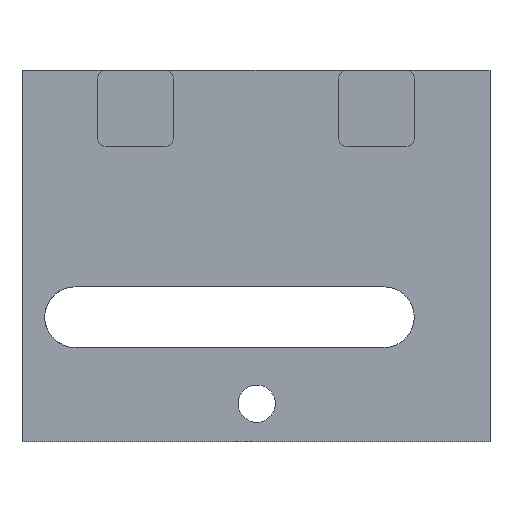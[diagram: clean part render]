
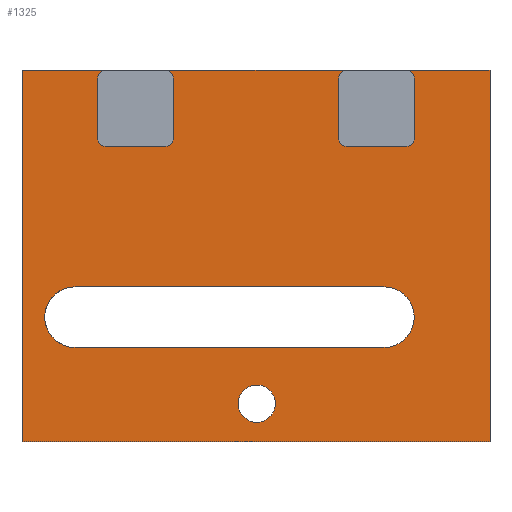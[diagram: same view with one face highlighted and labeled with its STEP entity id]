
A CAD part, left-side view. The second image highlights one B-rep face of the part: STEP entity #1325.
In plain terms, the highlighted planar face has unit normal (-1, 0, 0).
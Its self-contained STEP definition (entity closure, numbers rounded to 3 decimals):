
#60=CARTESIAN_POINT('Vertex',(0.,-20.18,-28.352)) ;
#65=CARTESIAN_POINT('Axis2P3D Location',(0.,-18.95,-28.352)) ;
#69=CARTESIAN_POINT('Vertex',(0.,-17.721,-28.352)) ;
#188=CARTESIAN_POINT('Axis2P3D Location',(0.,-18.95,-28.352)) ;
#209=CARTESIAN_POINT('Vertex',(0.,-34.35,-30.852)) ;
#214=CARTESIAN_POINT('Line Origine',(0.,-18.9,-30.852)) ;
#218=CARTESIAN_POINT('Vertex',(0.,-3.45,-30.852)) ;
#299=CARTESIAN_POINT('Vertex',(0.,-12.95,-6.352)) ;
#302=CARTESIAN_POINT('Line Origine',(0.,-18.9,-6.352)) ;
#306=CARTESIAN_POINT('Vertex',(0.,-24.85,-6.352)) ;
#327=CARTESIAN_POINT('Vertex',(0.,-28.85,-6.352)) ;
#330=CARTESIAN_POINT('Line Origine',(0.,-31.6,-6.352)) ;
#334=CARTESIAN_POINT('Vertex',(0.,-34.35,-6.352)) ;
#353=CARTESIAN_POINT('Vertex',(0.,-3.45,-6.352)) ;
#356=CARTESIAN_POINT('Line Origine',(0.,-6.2,-6.352)) ;
#360=CARTESIAN_POINT('Vertex',(0.,-8.95,-6.352)) ;
#407=CARTESIAN_POINT('Line Origine',(0.,-3.45,-18.602)) ;
#424=CARTESIAN_POINT('Axis2P3D Location',(0.,-12.95,-6.852)) ;
#428=CARTESIAN_POINT('Vertex',(0.,-13.45,-6.852)) ;
#462=CARTESIAN_POINT('Axis2P3D Location',(0.,-8.95,-6.852)) ;
#466=CARTESIAN_POINT('Vertex',(0.,-8.45,-6.852)) ;
#486=CARTESIAN_POINT('Line Origine',(0.,-13.45,-9.829)) ;
#490=CARTESIAN_POINT('Vertex',(0.,-13.45,-10.852)) ;
#492=CARTESIAN_POINT('Vertex',(0.,-13.45,-8.805)) ;
#495=CARTESIAN_POINT('Line Origine',(0.,-13.45,-7.829)) ;
#572=CARTESIAN_POINT('Line Origine',(0.,-8.45,-7.829)) ;
#576=CARTESIAN_POINT('Vertex',(0.,-8.45,-8.805)) ;
#579=CARTESIAN_POINT('Line Origine',(0.,-8.45,-9.829)) ;
#583=CARTESIAN_POINT('Vertex',(0.,-8.45,-10.852)) ;
#644=CARTESIAN_POINT('Axis2P3D Location',(0.,-12.95,-10.852)) ;
#648=CARTESIAN_POINT('Vertex',(0.,-12.95,-11.352)) ;
#726=CARTESIAN_POINT('Axis2P3D Location',(0.,-8.95,-10.852)) ;
#730=CARTESIAN_POINT('Vertex',(0.,-8.95,-11.352)) ;
#755=CARTESIAN_POINT('Line Origine',(0.,-10.95,-11.352)) ;
#785=CARTESIAN_POINT('Vertex',(0.,-24.35,-6.852)) ;
#788=CARTESIAN_POINT('Line Origine',(0.,-24.35,-7.829)) ;
#792=CARTESIAN_POINT('Vertex',(0.,-24.35,-8.805)) ;
#795=CARTESIAN_POINT('Line Origine',(0.,-24.35,-9.829)) ;
#799=CARTESIAN_POINT('Vertex',(0.,-24.35,-10.852)) ;
#933=CARTESIAN_POINT('Vertex',(0.,-29.35,-8.805)) ;
#968=CARTESIAN_POINT('Vertex',(0.,-29.35,-10.852)) ;
#971=CARTESIAN_POINT('Line Origine',(0.,-29.35,-9.829)) ;
#976=CARTESIAN_POINT('Line Origine',(0.,-29.35,-7.829)) ;
#980=CARTESIAN_POINT('Vertex',(0.,-29.35,-6.852)) ;
#1019=CARTESIAN_POINT('Vertex',(0.,-28.85,-11.352)) ;
#1022=CARTESIAN_POINT('Axis2P3D Location',(0.,-28.85,-10.852)) ;
#1038=CARTESIAN_POINT('Vertex',(0.,-24.85,-11.352)) ;
#1043=CARTESIAN_POINT('Line Origine',(0.,-26.85,-11.352)) ;
#1070=CARTESIAN_POINT('Axis2P3D Location',(0.,-24.85,-10.852)) ;
#1108=CARTESIAN_POINT('Axis2P3D Location',(0.,-28.85,-6.852)) ;
#1146=CARTESIAN_POINT('Axis2P3D Location',(0.,-24.85,-6.852)) ;
#1174=CARTESIAN_POINT('Line Origine',(0.,-34.35,-18.602)) ;
#1195=CARTESIAN_POINT('Vertex',(0.,-27.35,-20.642)) ;
#1198=CARTESIAN_POINT('Line Origine',(0.,-17.15,-20.642)) ;
#1202=CARTESIAN_POINT('Vertex',(0.,-6.95,-20.642)) ;
#1226=CARTESIAN_POINT('Vertex',(0.,-27.35,-24.642)) ;
#1229=CARTESIAN_POINT('Axis2P3D Location',(0.,-27.35,-22.642)) ;
#1250=CARTESIAN_POINT('Vertex',(0.,-6.95,-24.642)) ;
#1253=CARTESIAN_POINT('Line Origine',(0.,-17.15,-24.642)) ;
#1270=CARTESIAN_POINT('Axis2P3D Location',(0.,-6.95,-22.642)) ;
#1284=CARTESIAN_POINT('Axis2P3D Location',(0.,0.,0.)) ;
#66=DIRECTION('Axis2P3D Direction',(-1.,0.,-0.)) ;
#189=DIRECTION('Axis2P3D Direction',(-1.,0.,-0.)) ;
#215=DIRECTION('Vector Direction',(0.,1.,0.)) ;
#303=DIRECTION('Vector Direction',(0.,1.,0.)) ;
#331=DIRECTION('Vector Direction',(0.,-1.,0.)) ;
#357=DIRECTION('Vector Direction',(0.,-1.,0.)) ;
#408=DIRECTION('Vector Direction',(0.,0.,-1.)) ;
#425=DIRECTION('Axis2P3D Direction',(1.,0.,0.)) ;
#463=DIRECTION('Axis2P3D Direction',(-1.,0.,0.)) ;
#487=DIRECTION('Vector Direction',(0.,0.,1.)) ;
#496=DIRECTION('Vector Direction',(0.,0.,1.)) ;
#573=DIRECTION('Vector Direction',(0.,0.,-1.)) ;
#580=DIRECTION('Vector Direction',(0.,0.,-1.)) ;
#645=DIRECTION('Axis2P3D Direction',(1.,0.,0.)) ;
#727=DIRECTION('Axis2P3D Direction',(-1.,0.,0.)) ;
#756=DIRECTION('Vector Direction',(0.,1.,0.)) ;
#789=DIRECTION('Vector Direction',(0.,0.,1.)) ;
#796=DIRECTION('Vector Direction',(0.,0.,1.)) ;
#972=DIRECTION('Vector Direction',(0.,0.,1.)) ;
#977=DIRECTION('Vector Direction',(0.,0.,1.)) ;
#1023=DIRECTION('Axis2P3D Direction',(-1.,0.,0.)) ;
#1044=DIRECTION('Vector Direction',(0.,1.,0.)) ;
#1071=DIRECTION('Axis2P3D Direction',(-1.,0.,0.)) ;
#1109=DIRECTION('Axis2P3D Direction',(-1.,0.,0.)) ;
#1147=DIRECTION('Axis2P3D Direction',(1.,0.,-0.)) ;
#1175=DIRECTION('Vector Direction',(0.,0.,1.)) ;
#1199=DIRECTION('Vector Direction',(0.,1.,0.)) ;
#1230=DIRECTION('Axis2P3D Direction',(1.,0.,0.)) ;
#1254=DIRECTION('Vector Direction',(0.,-1.,0.)) ;
#1271=DIRECTION('Axis2P3D Direction',(1.,0.,0.)) ;
#1285=DIRECTION('Axis2P3D Direction',(1.,0.,0.)) ;
#1286=DIRECTION('Axis2P3D XDirection',(0.,1.,0.)) ;
#67=AXIS2_PLACEMENT_3D('Circle Axis2P3D',#65,#66,$) ;
#190=AXIS2_PLACEMENT_3D('Circle Axis2P3D',#188,#189,$) ;
#426=AXIS2_PLACEMENT_3D('Circle Axis2P3D',#424,#425,$) ;
#464=AXIS2_PLACEMENT_3D('Circle Axis2P3D',#462,#463,$) ;
#646=AXIS2_PLACEMENT_3D('Circle Axis2P3D',#644,#645,$) ;
#728=AXIS2_PLACEMENT_3D('Circle Axis2P3D',#726,#727,$) ;
#1024=AXIS2_PLACEMENT_3D('Circle Axis2P3D',#1022,#1023,$) ;
#1072=AXIS2_PLACEMENT_3D('Circle Axis2P3D',#1070,#1071,$) ;
#1110=AXIS2_PLACEMENT_3D('Circle Axis2P3D',#1108,#1109,$) ;
#1148=AXIS2_PLACEMENT_3D('Circle Axis2P3D',#1146,#1147,$) ;
#1231=AXIS2_PLACEMENT_3D('Circle Axis2P3D',#1229,#1230,$) ;
#1272=AXIS2_PLACEMENT_3D('Circle Axis2P3D',#1270,#1271,$) ;
#1287=AXIS2_PLACEMENT_3D('Plane Axis2P3D',#1284,#1285,#1286) ;
#1290=ORIENTED_EDGE('',*,*,#759,.F.) ;
#1291=ORIENTED_EDGE('',*,*,#732,.F.) ;
#1292=ORIENTED_EDGE('',*,*,#585,.F.) ;
#1293=ORIENTED_EDGE('',*,*,#578,.F.) ;
#1294=ORIENTED_EDGE('',*,*,#468,.F.) ;
#1295=ORIENTED_EDGE('',*,*,#362,.T.) ;
#1296=ORIENTED_EDGE('',*,*,#411,.F.) ;
#1297=ORIENTED_EDGE('',*,*,#220,.F.) ;
#1298=ORIENTED_EDGE('',*,*,#1178,.F.) ;
#1299=ORIENTED_EDGE('',*,*,#336,.T.) ;
#1300=ORIENTED_EDGE('',*,*,#1112,.F.) ;
#1301=ORIENTED_EDGE('',*,*,#982,.F.) ;
#1302=ORIENTED_EDGE('',*,*,#975,.F.) ;
#1303=ORIENTED_EDGE('',*,*,#1026,.F.) ;
#1304=ORIENTED_EDGE('',*,*,#1047,.F.) ;
#1305=ORIENTED_EDGE('',*,*,#1074,.F.) ;
#1306=ORIENTED_EDGE('',*,*,#801,.T.) ;
#1307=ORIENTED_EDGE('',*,*,#794,.T.) ;
#1308=ORIENTED_EDGE('',*,*,#1150,.F.) ;
#1309=ORIENTED_EDGE('',*,*,#308,.T.) ;
#1310=ORIENTED_EDGE('',*,*,#430,.F.) ;
#1311=ORIENTED_EDGE('',*,*,#499,.F.) ;
#1312=ORIENTED_EDGE('',*,*,#494,.F.) ;
#1313=ORIENTED_EDGE('',*,*,#650,.F.) ;
#1316=ORIENTED_EDGE('',*,*,#71,.T.) ;
#1317=ORIENTED_EDGE('',*,*,#192,.T.) ;
#1320=ORIENTED_EDGE('',*,*,#1257,.T.) ;
#1321=ORIENTED_EDGE('',*,*,#1274,.T.) ;
#1322=ORIENTED_EDGE('',*,*,#1204,.T.) ;
#1323=ORIENTED_EDGE('',*,*,#1233,.T.) ;
#1318=FACE_BOUND('',#1315,.T.) ;
#1324=FACE_BOUND('',#1319,.T.) ;
#216=VECTOR('Line Direction',#215,1.) ;
#304=VECTOR('Line Direction',#303,1.) ;
#332=VECTOR('Line Direction',#331,1.) ;
#358=VECTOR('Line Direction',#357,1.) ;
#409=VECTOR('Line Direction',#408,1.) ;
#488=VECTOR('Line Direction',#487,1.) ;
#497=VECTOR('Line Direction',#496,1.) ;
#574=VECTOR('Line Direction',#573,1.) ;
#581=VECTOR('Line Direction',#580,1.) ;
#757=VECTOR('Line Direction',#756,1.) ;
#790=VECTOR('Line Direction',#789,1.) ;
#797=VECTOR('Line Direction',#796,1.) ;
#973=VECTOR('Line Direction',#972,1.) ;
#978=VECTOR('Line Direction',#977,1.) ;
#1045=VECTOR('Line Direction',#1044,1.) ;
#1176=VECTOR('Line Direction',#1175,1.) ;
#1200=VECTOR('Line Direction',#1199,1.) ;
#1255=VECTOR('Line Direction',#1254,1.) ;
#1325=ADVANCED_FACE('\X2\96F64EF651E04F554F53\X0\',(#1314,#1318,#1324),#1288,.F.) ;
#68=CIRCLE('generated circle',#67,1.23) ;
#191=CIRCLE('generated circle',#190,1.23) ;
#427=CIRCLE('generated circle',#426,0.5) ;
#465=CIRCLE('generated circle',#464,0.5) ;
#647=CIRCLE('generated circle',#646,0.5) ;
#729=CIRCLE('generated circle',#728,0.5) ;
#1025=CIRCLE('generated circle',#1024,0.5) ;
#1073=CIRCLE('generated circle',#1072,0.5) ;
#1111=CIRCLE('generated circle',#1110,0.5) ;
#1149=CIRCLE('generated circle',#1148,0.5) ;
#1232=CIRCLE('generated circle',#1231,2.) ;
#1273=CIRCLE('generated circle',#1272,2.) ;
#71=EDGE_CURVE('',#70,#61,#68,.F.) ;
#192=EDGE_CURVE('',#61,#70,#191,.F.) ;
#220=EDGE_CURVE('',#210,#219,#217,.T.) ;
#308=EDGE_CURVE('',#307,#300,#305,.T.) ;
#336=EDGE_CURVE('',#335,#328,#333,.F.) ;
#362=EDGE_CURVE('',#361,#354,#359,.F.) ;
#411=EDGE_CURVE('',#219,#354,#410,.F.) ;
#430=EDGE_CURVE('',#429,#300,#427,.F.) ;
#468=EDGE_CURVE('',#361,#467,#465,.T.) ;
#494=EDGE_CURVE('',#491,#493,#489,.T.) ;
#499=EDGE_CURVE('',#493,#429,#498,.T.) ;
#578=EDGE_CURVE('',#467,#577,#575,.T.) ;
#585=EDGE_CURVE('',#577,#584,#582,.T.) ;
#650=EDGE_CURVE('',#649,#491,#647,.F.) ;
#732=EDGE_CURVE('',#584,#731,#729,.T.) ;
#759=EDGE_CURVE('',#731,#649,#758,.F.) ;
#794=EDGE_CURVE('',#793,#786,#791,.T.) ;
#801=EDGE_CURVE('',#800,#793,#798,.T.) ;
#975=EDGE_CURVE('',#969,#934,#974,.T.) ;
#982=EDGE_CURVE('',#934,#981,#979,.T.) ;
#1026=EDGE_CURVE('',#1020,#969,#1025,.T.) ;
#1047=EDGE_CURVE('',#1039,#1020,#1046,.F.) ;
#1074=EDGE_CURVE('',#800,#1039,#1073,.T.) ;
#1112=EDGE_CURVE('',#981,#328,#1111,.T.) ;
#1150=EDGE_CURVE('',#307,#786,#1149,.F.) ;
#1178=EDGE_CURVE('',#335,#210,#1177,.F.) ;
#1204=EDGE_CURVE('',#1203,#1196,#1201,.F.) ;
#1233=EDGE_CURVE('',#1196,#1227,#1232,.T.) ;
#1257=EDGE_CURVE('',#1227,#1251,#1256,.F.) ;
#1274=EDGE_CURVE('',#1251,#1203,#1273,.T.) ;
#1289=EDGE_LOOP('',(#1290,#1291,#1292,#1293,#1294,#1295,#1296,#1297,#1298,#1299,#1300,#1301,#1302,#1303,#1304,#1305,#1306,#1307,#1308,#1309,#1310,#1311,#1312,#1313)) ;
#1315=EDGE_LOOP('',(#1316,#1317)) ;
#1319=EDGE_LOOP('',(#1320,#1321,#1322,#1323)) ;
#1314=FACE_OUTER_BOUND('',#1289,.T.) ;
#217=LINE('Line',#214,#216) ;
#305=LINE('Line',#302,#304) ;
#333=LINE('Line',#330,#332) ;
#359=LINE('Line',#356,#358) ;
#410=LINE('Line',#407,#409) ;
#489=LINE('Line',#486,#488) ;
#498=LINE('Line',#495,#497) ;
#575=LINE('Line',#572,#574) ;
#582=LINE('Line',#579,#581) ;
#758=LINE('Line',#755,#757) ;
#791=LINE('Line',#788,#790) ;
#798=LINE('Line',#795,#797) ;
#974=LINE('Line',#971,#973) ;
#979=LINE('Line',#976,#978) ;
#1046=LINE('Line',#1043,#1045) ;
#1177=LINE('Line',#1174,#1176) ;
#1201=LINE('Line',#1198,#1200) ;
#1256=LINE('Line',#1253,#1255) ;
#1288=PLANE('',#1287) ;
#61=VERTEX_POINT('',#60) ;
#70=VERTEX_POINT('',#69) ;
#210=VERTEX_POINT('',#209) ;
#219=VERTEX_POINT('',#218) ;
#300=VERTEX_POINT('',#299) ;
#307=VERTEX_POINT('',#306) ;
#328=VERTEX_POINT('',#327) ;
#335=VERTEX_POINT('',#334) ;
#354=VERTEX_POINT('',#353) ;
#361=VERTEX_POINT('',#360) ;
#429=VERTEX_POINT('',#428) ;
#467=VERTEX_POINT('',#466) ;
#491=VERTEX_POINT('',#490) ;
#493=VERTEX_POINT('',#492) ;
#577=VERTEX_POINT('',#576) ;
#584=VERTEX_POINT('',#583) ;
#649=VERTEX_POINT('',#648) ;
#731=VERTEX_POINT('',#730) ;
#786=VERTEX_POINT('',#785) ;
#793=VERTEX_POINT('',#792) ;
#800=VERTEX_POINT('',#799) ;
#934=VERTEX_POINT('',#933) ;
#969=VERTEX_POINT('',#968) ;
#981=VERTEX_POINT('',#980) ;
#1020=VERTEX_POINT('',#1019) ;
#1039=VERTEX_POINT('',#1038) ;
#1196=VERTEX_POINT('',#1195) ;
#1203=VERTEX_POINT('',#1202) ;
#1227=VERTEX_POINT('',#1226) ;
#1251=VERTEX_POINT('',#1250) ;
